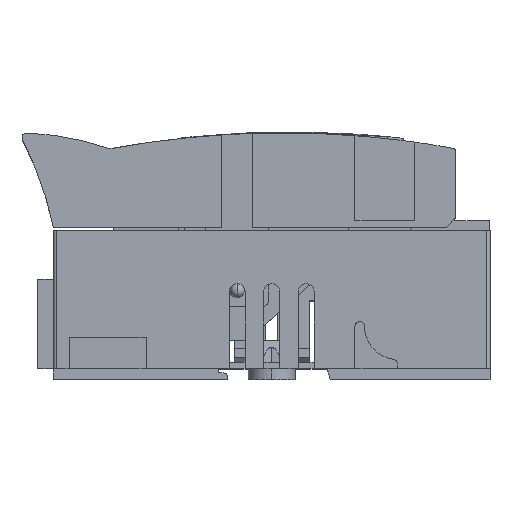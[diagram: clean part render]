
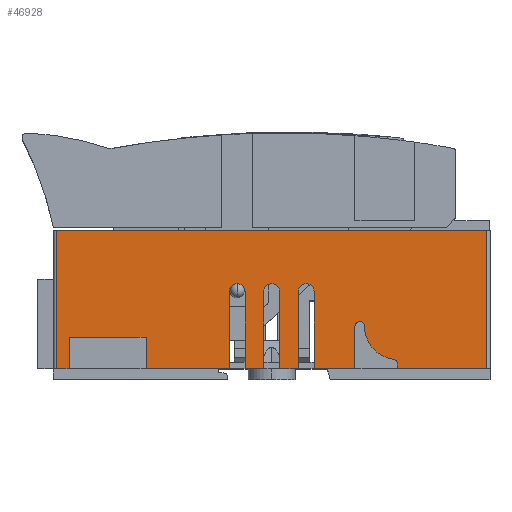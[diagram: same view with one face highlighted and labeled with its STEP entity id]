
A CAD part, top view. The second image highlights one B-rep face of the part: STEP entity #46928.
In plain terms, the highlighted planar face has unit normal (0, 0, 1).
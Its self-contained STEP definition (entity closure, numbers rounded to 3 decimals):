
#31430=DIRECTION('',(-1.,0.,0.));
#31431=VECTOR('',#31430,4.);
#31432=CARTESIAN_POINT('',(-64.5,0.,44.5));
#31433=LINE('',#31432,#31431);
#31451=DIRECTION('',(-1.,0.,0.));
#31452=VECTOR('',#31451,26.5);
#31453=CARTESIAN_POINT('',(-13.5,0.,44.5));
#31454=LINE('',#31453,#31452);
#31472=DIRECTION('',(-1.,0.,0.));
#31473=VECTOR('',#31472,6.);
#31474=CARTESIAN_POINT('',(-2.5,0.,44.5));
#31475=LINE('',#31474,#31473);
#31493=DIRECTION('',(-1.,0.,0.));
#31494=VECTOR('',#31493,6.);
#31495=CARTESIAN_POINT('',(8.5,0.,44.5));
#31496=LINE('',#31495,#31494);
#31514=DIRECTION('',(-1.,0.,0.));
#31515=VECTOR('',#31514,13.);
#31516=CARTESIAN_POINT('',(26.5,0.,44.5));
#31517=LINE('',#31516,#31515);
#31535=DIRECTION('',(-1.,0.,0.));
#31536=VECTOR('',#31535,28.5);
#31537=CARTESIAN_POINT('',(68.5,0.,44.5));
#31538=LINE('',#31537,#31536);
#32382=DIRECTION('',(-1.,0.,0.));
#32383=VECTOR('',#32382,137.);
#32384=CARTESIAN_POINT('',(68.5,44.,44.5));
#32385=LINE('',#32384,#32383);
#32389=DIRECTION('',(0.,-1.,0.));
#32390=VECTOR('',#32389,1.5);
#32391=CARTESIAN_POINT('',(40.,1.5,44.5));
#32392=LINE('',#32391,#32390);
#32396=CARTESIAN_POINT('',(38.5,1.5,44.5));
#32397=DIRECTION('',(0.,0.,-1.));
#32398=DIRECTION('',(0.,1.,0.));
#32399=AXIS2_PLACEMENT_3D('',#32396,#32397,#32398);
#32404=CARTESIAN_POINT('',(40.125,13.5,44.5));
#32405=DIRECTION('',(0.,0.,1.));
#32406=DIRECTION('',(-1.,0.,0.));
#32407=AXIS2_PLACEMENT_3D('',#32404,#32405,#32406);
#32412=CARTESIAN_POINT('',(28.,13.5,44.5));
#32413=DIRECTION('',(0.,0.,-1.));
#32414=DIRECTION('',(-1.,0.,0.));
#32415=AXIS2_PLACEMENT_3D('',#32412,#32413,#32414);
#32420=DIRECTION('',(0.,1.,0.));
#32421=VECTOR('',#32420,13.5);
#32422=CARTESIAN_POINT('',(26.5,0.,44.5));
#32423=LINE('',#32422,#32421);
#32427=DIRECTION('',(0.,-1.,0.));
#32428=VECTOR('',#32427,24.5);
#32429=CARTESIAN_POINT('',(13.5,24.5,44.5));
#32430=LINE('',#32429,#32428);
#32434=CARTESIAN_POINT('',(11.,24.5,44.5));
#32435=DIRECTION('',(0.,0.,-1.));
#32436=DIRECTION('',(-1.,0.,0.));
#32437=AXIS2_PLACEMENT_3D('',#32434,#32435,#32436);
#32442=DIRECTION('',(0.,1.,0.));
#32443=VECTOR('',#32442,24.5);
#32444=CARTESIAN_POINT('',(8.5,0.,44.5));
#32445=LINE('',#32444,#32443);
#32449=DIRECTION('',(0.,-1.,0.));
#32450=VECTOR('',#32449,24.5);
#32451=CARTESIAN_POINT('',(2.5,24.5,44.5));
#32452=LINE('',#32451,#32450);
#32456=CARTESIAN_POINT('',(0.,24.5,44.5));
#32457=DIRECTION('',(0.,0.,-1.));
#32458=DIRECTION('',(-1.,0.,0.));
#32459=AXIS2_PLACEMENT_3D('',#32456,#32457,#32458);
#32464=DIRECTION('',(0.,1.,0.));
#32465=VECTOR('',#32464,24.5);
#32466=CARTESIAN_POINT('',(-2.5,0.,44.5));
#32467=LINE('',#32466,#32465);
#32471=DIRECTION('',(0.,-1.,0.));
#32472=VECTOR('',#32471,24.5);
#32473=CARTESIAN_POINT('',(-8.5,24.5,44.5));
#32474=LINE('',#32473,#32472);
#32478=CARTESIAN_POINT('',(-11.,24.5,44.5));
#32479=DIRECTION('',(0.,0.,-1.));
#32480=DIRECTION('',(-1.,0.,0.));
#32481=AXIS2_PLACEMENT_3D('',#32478,#32479,#32480);
#32486=DIRECTION('',(0.,1.,0.));
#32487=VECTOR('',#32486,24.5);
#32488=CARTESIAN_POINT('',(-13.5,0.,44.5));
#32489=LINE('',#32488,#32487);
#32493=DIRECTION('',(0.,-1.,0.));
#32494=VECTOR('',#32493,10.);
#32495=CARTESIAN_POINT('',(-40.,10.,44.5));
#32496=LINE('',#32495,#32494);
#32500=DIRECTION('',(1.,0.,0.));
#32501=VECTOR('',#32500,24.5);
#32502=CARTESIAN_POINT('',(-64.5,10.,44.5));
#32503=LINE('',#32502,#32501);
#32507=DIRECTION('',(0.,1.,0.));
#32508=VECTOR('',#32507,10.);
#32509=CARTESIAN_POINT('',(-64.5,0.,44.5));
#32510=LINE('',#32509,#32508);
#38625=DIRECTION('',(0.,1.,0.));
#38626=VECTOR('',#38625,44.);
#38627=CARTESIAN_POINT('',(-68.5,0.,44.5));
#38628=LINE('',#38627,#38626);
#40511=DIRECTION('',(0.,-1.,0.));
#40512=VECTOR('',#40511,44.);
#40513=CARTESIAN_POINT('',(68.5,44.,44.5));
#40514=LINE('',#40513,#40512);
#42854=CARTESIAN_POINT('',(40.,1.5,44.5));
#42856=VERTEX_POINT('',#42854);
#42928=CARTESIAN_POINT('',(2.5,24.5,44.5));
#42930=VERTEX_POINT('',#42928);
#43111=CARTESIAN_POINT('',(-13.5,24.5,44.5));
#43112=CARTESIAN_POINT('',(-8.5,24.5,44.5));
#43113=VERTEX_POINT('',#43111);
#43114=VERTEX_POINT('',#43112);
#43245=CARTESIAN_POINT('',(-68.5,0.,44.5));
#43247=VERTEX_POINT('',#43245);
#43249=CARTESIAN_POINT('',(13.5,0.,44.5));
#43251=VERTEX_POINT('',#43249);
#43317=CARTESIAN_POINT('',(68.5,44.,44.5));
#43318=VERTEX_POINT('',#43317);
#43415=CARTESIAN_POINT('',(-13.5,0.,44.5));
#43416=CARTESIAN_POINT('',(-40.,0.,44.5));
#43417=VERTEX_POINT('',#43415);
#43418=VERTEX_POINT('',#43416);
#43615=CARTESIAN_POINT('',(68.5,0.,44.5));
#43616=VERTEX_POINT('',#43615);
#43787=CARTESIAN_POINT('',(40.,0.,44.5));
#43788=VERTEX_POINT('',#43787);
#43945=CARTESIAN_POINT('',(26.5,0.,44.5));
#43946=VERTEX_POINT('',#43945);
#44049=CARTESIAN_POINT('',(8.5,0.,44.5));
#44051=VERTEX_POINT('',#44049);
#44103=CARTESIAN_POINT('',(-2.5,0.,44.5));
#44104=CARTESIAN_POINT('',(-8.5,0.,44.5));
#44105=VERTEX_POINT('',#44103);
#44106=VERTEX_POINT('',#44104);
#44193=CARTESIAN_POINT('',(8.5,24.5,44.5));
#44194=VERTEX_POINT('',#44193);
#44289=CARTESIAN_POINT('',(-40.,10.,44.5));
#44291=VERTEX_POINT('',#44289);
#44502=CARTESIAN_POINT('',(-68.5,44.,44.5));
#44503=VERTEX_POINT('',#44502);
#44518=CARTESIAN_POINT('',(26.5,13.5,44.5));
#44520=VERTEX_POINT('',#44518);
#44657=CARTESIAN_POINT('',(38.5,3.,44.5));
#44658=VERTEX_POINT('',#44657);
#44701=CARTESIAN_POINT('',(-2.5,24.5,44.5));
#44702=VERTEX_POINT('',#44701);
#44723=CARTESIAN_POINT('',(-64.5,0.,44.5));
#44725=VERTEX_POINT('',#44723);
#44727=CARTESIAN_POINT('',(2.5,0.,44.5));
#44728=VERTEX_POINT('',#44727);
#45039=CARTESIAN_POINT('',(13.5,24.5,44.5));
#45040=VERTEX_POINT('',#45039);
#45059=CARTESIAN_POINT('',(29.5,13.5,44.5));
#45060=VERTEX_POINT('',#45059);
#45133=CARTESIAN_POINT('',(-64.5,10.,44.5));
#45134=VERTEX_POINT('',#45133);
#46878=CARTESIAN_POINT('',(-69.5,2.,44.5));
#46879=DIRECTION('',(0.,0.,-1.));
#46880=DIRECTION('',(-1.,0.,0.));
#46881=AXIS2_PLACEMENT_3D('',#46878,#46879,#46880);
#46882=PLANE('',#46881);
#46884=ORIENTED_EDGE('',*,*,#46883,.F.);
#46886=ORIENTED_EDGE('',*,*,#46885,.T.);
#46887=ORIENTED_EDGE('',*,*,#46540,.T.);
#46889=ORIENTED_EDGE('',*,*,#46888,.F.);
#46891=ORIENTED_EDGE('',*,*,#46890,.F.);
#46893=ORIENTED_EDGE('',*,*,#46892,.F.);
#46895=ORIENTED_EDGE('',*,*,#46894,.F.);
#46897=ORIENTED_EDGE('',*,*,#46896,.F.);
#46898=ORIENTED_EDGE('',*,*,#46532,.T.);
#46899=ORIENTED_EDGE('',*,*,#45210,.F.);
#46900=ORIENTED_EDGE('',*,*,#45188,.F.);
#46901=ORIENTED_EDGE('',*,*,#45166,.F.);
#46902=ORIENTED_EDGE('',*,*,#46526,.T.);
#46904=ORIENTED_EDGE('',*,*,#46903,.F.);
#46906=ORIENTED_EDGE('',*,*,#46905,.F.);
#46908=ORIENTED_EDGE('',*,*,#46907,.F.);
#46909=ORIENTED_EDGE('',*,*,#46518,.T.);
#46911=ORIENTED_EDGE('',*,*,#46910,.F.);
#46913=ORIENTED_EDGE('',*,*,#46912,.F.);
#46915=ORIENTED_EDGE('',*,*,#46914,.F.);
#46916=ORIENTED_EDGE('',*,*,#46510,.T.);
#46918=ORIENTED_EDGE('',*,*,#46917,.F.);
#46920=ORIENTED_EDGE('',*,*,#46919,.F.);
#46922=ORIENTED_EDGE('',*,*,#46921,.F.);
#46923=ORIENTED_EDGE('',*,*,#46502,.T.);
#46925=ORIENTED_EDGE('',*,*,#46924,.T.);
#46926=EDGE_LOOP('',(#46884,#46886,#46887,#46889,#46891,#46893,#46895,#46897,
#46898,#46899,#46900,#46901,#46902,#46904,#46906,#46908,#46909,#46911,#46913,
#46915,#46916,#46918,#46920,#46922,#46923,#46925));
#46927=FACE_OUTER_BOUND('',#46926,.F.);
#32400=CIRCLE('',#32399,1.5);
#32408=CIRCLE('',#32407,10.625);
#32416=CIRCLE('',#32415,1.5);
#32438=CIRCLE('',#32437,2.5);
#32460=CIRCLE('',#32459,2.5);
#32482=CIRCLE('',#32481,2.5);
#45166=EDGE_CURVE('',#44051,#44194,#32445,.T.);
#45188=EDGE_CURVE('',#44194,#45040,#32438,.T.);
#45210=EDGE_CURVE('',#45040,#43251,#32430,.T.);
#46502=EDGE_CURVE('',#44725,#43247,#31433,.T.);
#46510=EDGE_CURVE('',#43417,#43418,#31454,.T.);
#46518=EDGE_CURVE('',#44105,#44106,#31475,.T.);
#46526=EDGE_CURVE('',#44051,#44728,#31496,.T.);
#46532=EDGE_CURVE('',#43946,#43251,#31517,.T.);
#46540=EDGE_CURVE('',#43616,#43788,#31538,.T.);
#46883=EDGE_CURVE('',#43318,#44503,#32385,.T.);
#46885=EDGE_CURVE('',#43318,#43616,#40514,.T.);
#46888=EDGE_CURVE('',#42856,#43788,#32392,.T.);
#46890=EDGE_CURVE('',#44658,#42856,#32400,.T.);
#46892=EDGE_CURVE('',#45060,#44658,#32408,.T.);
#46894=EDGE_CURVE('',#44520,#45060,#32416,.T.);
#46896=EDGE_CURVE('',#43946,#44520,#32423,.T.);
#46903=EDGE_CURVE('',#42930,#44728,#32452,.T.);
#46905=EDGE_CURVE('',#44702,#42930,#32460,.T.);
#46907=EDGE_CURVE('',#44105,#44702,#32467,.T.);
#46910=EDGE_CURVE('',#43114,#44106,#32474,.T.);
#46912=EDGE_CURVE('',#43113,#43114,#32482,.T.);
#46914=EDGE_CURVE('',#43417,#43113,#32489,.T.);
#46917=EDGE_CURVE('',#44291,#43418,#32496,.T.);
#46919=EDGE_CURVE('',#45134,#44291,#32503,.T.);
#46921=EDGE_CURVE('',#44725,#45134,#32510,.T.);
#46924=EDGE_CURVE('',#43247,#44503,#38628,.T.);
#46928=ADVANCED_FACE('',(#46927),#46882,.F.);
